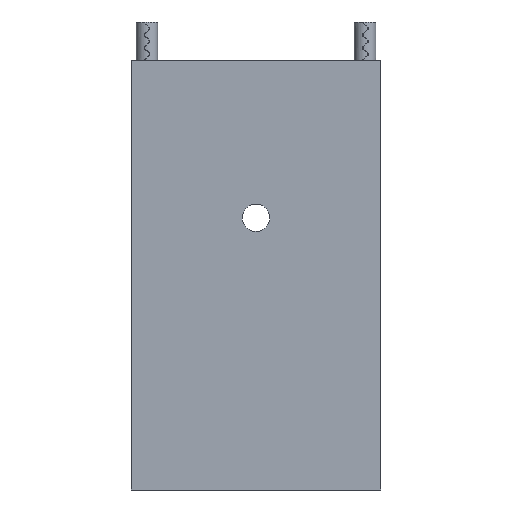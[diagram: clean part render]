
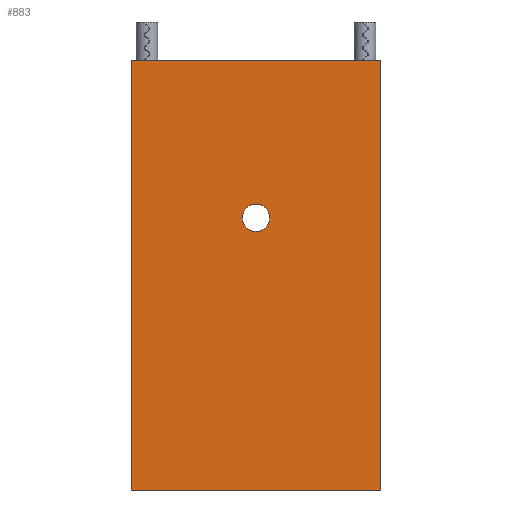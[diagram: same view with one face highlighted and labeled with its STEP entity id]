
A CAD part, front view. The second image highlights one B-rep face of the part: STEP entity #883.
In plain terms, the highlighted planar face has unit normal (0, -1, 0).
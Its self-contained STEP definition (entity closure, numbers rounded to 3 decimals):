
#123=CARTESIAN_POINT('',(16.1,0.0,19.2));
#124=VERTEX_POINT('',#123);
#125=CARTESIAN_POINT('',(14.5,0.0,19.2));
#126=DIRECTION('',(0.0,1.0,0.0));
#127=DIRECTION('',(-1.0,0.0,0.0));
#128=AXIS2_PLACEMENT_3D('',#125,#126,#127);
#129=CIRCLE('',#128,1.6);
#130=EDGE_CURVE('',#124,#124,#129,.T.);
#286=CARTESIAN_POINT('',(29.,0.0,-12.5));
#287=VERTEX_POINT('',#286);
#294=CARTESIAN_POINT('',(0.0,0.0,-12.5));
#295=VERTEX_POINT('',#294);
#296=CARTESIAN_POINT('',(0.0,0.0,-12.5));
#297=DIRECTION('',(1.0,0.0,0.0));
#298=VECTOR('',#297,29.);
#299=LINE('',#296,#298);
#300=EDGE_CURVE('',#295,#287,#299,.T.);
#838=CARTESIAN_POINT('',(29.,0.0,37.5));
#839=VERTEX_POINT('',#838);
#846=CARTESIAN_POINT('',(29.,0.0,-12.5));
#847=DIRECTION('',(0.0,0.0,1.0));
#848=VECTOR('',#847,50.0);
#849=LINE('',#846,#848);
#850=EDGE_CURVE('',#287,#839,#849,.T.);
#857=CARTESIAN_POINT('',(14.5,0.0,0.0));
#858=DIRECTION('',(0.0,-1.0,0.0));
#859=DIRECTION('',(0.0,0.0,-1.0));
#860=AXIS2_PLACEMENT_3D('',#857,#858,#859);
#861=PLANE('',#860);
#862=CARTESIAN_POINT('',(0.0,0.0,37.5));
#863=VERTEX_POINT('',#862);
#864=CARTESIAN_POINT('',(29.,0.0,37.5));
#865=DIRECTION('',(-1.0,0.0,0.0));
#866=VECTOR('',#865,29.);
#867=LINE('',#864,#866);
#868=EDGE_CURVE('',#839,#863,#867,.T.);
#869=ORIENTED_EDGE('',*,*,#868,.T.);
#870=CARTESIAN_POINT('',(0.0,0.0,-12.5));
#871=DIRECTION('',(0.0,0.0,1.0));
#872=VECTOR('',#871,50.0);
#873=LINE('',#870,#872);
#874=EDGE_CURVE('',#295,#863,#873,.T.);
#875=ORIENTED_EDGE('',*,*,#874,.F.);
#876=ORIENTED_EDGE('',*,*,#300,.T.);
#877=ORIENTED_EDGE('',*,*,#850,.T.);
#878=EDGE_LOOP('',(#869,#875,#876,#877));
#879=FACE_OUTER_BOUND('',#878,.T.);
#880=ORIENTED_EDGE('',*,*,#130,.T.);
#881=EDGE_LOOP('',(#880));
#882=FACE_BOUND('',#881,.T.);
#883=ADVANCED_FACE('',(#879,#882),#861,.T.);
